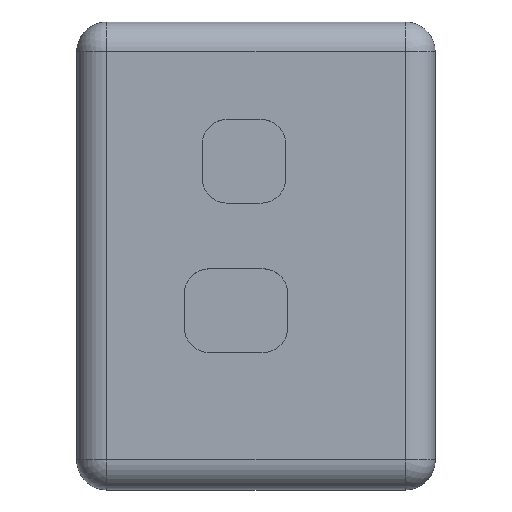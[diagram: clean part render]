
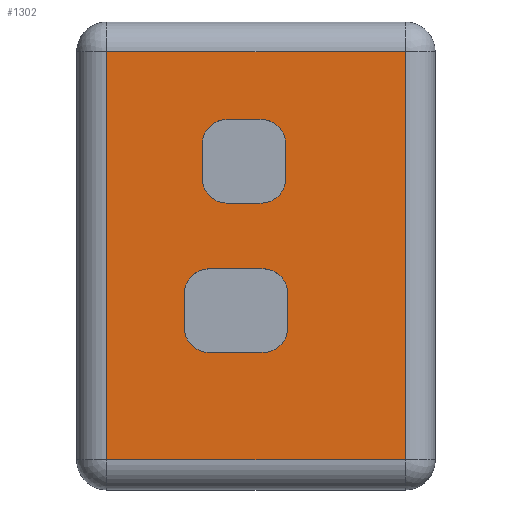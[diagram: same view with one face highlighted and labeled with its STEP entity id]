
A CAD part, top view. The second image highlights one B-rep face of the part: STEP entity #1302.
In plain terms, the highlighted planar face has unit normal (0, 0, 1).
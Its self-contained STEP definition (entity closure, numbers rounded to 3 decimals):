
#32=FACE_BOUND('',#201,.T.);
#33=FACE_BOUND('',#202,.T.);
#60=PLANE('',#1424);
#121=FACE_OUTER_BOUND('',#200,.T.);
#200=EDGE_LOOP('',(#1024,#1025,#1026,#1027));
#201=EDGE_LOOP('',(#1028,#1029,#1030,#1031,#1032,#1033,#1034,#1035));
#202=EDGE_LOOP('',(#1036,#1037,#1038,#1039,#1040,#1041,#1042,#1043));
#293=LINE('',#2029,#421);
#295=LINE('',#2037,#423);
#297=LINE('',#2047,#425);
#299=LINE('',#2056,#427);
#312=LINE('',#2113,#440);
#313=LINE('',#2117,#441);
#314=LINE('',#2121,#442);
#315=LINE('',#2125,#443);
#316=LINE('',#2129,#444);
#317=LINE('',#2133,#445);
#318=LINE('',#2137,#446);
#319=LINE('',#2141,#447);
#421=VECTOR('',#1634,10.);
#423=VECTOR('',#1642,10.);
#425=VECTOR('',#1654,10.);
#427=VECTOR('',#1666,10.);
#440=VECTOR('',#1703,10.);
#441=VECTOR('',#1706,10.);
#442=VECTOR('',#1709,10.);
#443=VECTOR('',#1712,10.);
#444=VECTOR('',#1715,10.);
#445=VECTOR('',#1718,10.);
#446=VECTOR('',#1721,10.);
#447=VECTOR('',#1724,10.);
#530=CIRCLE('',#1425,1.248);
#531=CIRCLE('',#1426,1.248);
#532=CIRCLE('',#1427,1.248);
#533=CIRCLE('',#1428,1.248);
#534=CIRCLE('',#1429,1.248);
#535=CIRCLE('',#1430,1.248);
#536=CIRCLE('',#1431,1.248);
#537=CIRCLE('',#1432,1.248);
#599=VERTEX_POINT('',#2026);
#600=VERTEX_POINT('',#2028);
#603=VERTEX_POINT('',#2036);
#606=VERTEX_POINT('',#2046);
#623=VERTEX_POINT('',#2111);
#624=VERTEX_POINT('',#2112);
#625=VERTEX_POINT('',#2114);
#626=VERTEX_POINT('',#2116);
#627=VERTEX_POINT('',#2118);
#628=VERTEX_POINT('',#2120);
#629=VERTEX_POINT('',#2122);
#630=VERTEX_POINT('',#2124);
#631=VERTEX_POINT('',#2127);
#632=VERTEX_POINT('',#2128);
#633=VERTEX_POINT('',#2130);
#634=VERTEX_POINT('',#2132);
#635=VERTEX_POINT('',#2134);
#636=VERTEX_POINT('',#2136);
#637=VERTEX_POINT('',#2138);
#638=VERTEX_POINT('',#2140);
#738=EDGE_CURVE('',#599,#600,#293,.T.);
#742=EDGE_CURVE('',#600,#603,#295,.T.);
#747=EDGE_CURVE('',#603,#606,#297,.T.);
#752=EDGE_CURVE('',#606,#599,#299,.T.);
#774=EDGE_CURVE('',#623,#624,#312,.T.);
#775=EDGE_CURVE('',#625,#624,#530,.T.);
#776=EDGE_CURVE('',#625,#626,#313,.T.);
#777=EDGE_CURVE('',#627,#626,#531,.T.);
#778=EDGE_CURVE('',#627,#628,#314,.T.);
#779=EDGE_CURVE('',#629,#628,#532,.T.);
#780=EDGE_CURVE('',#629,#630,#315,.T.);
#781=EDGE_CURVE('',#623,#630,#533,.T.);
#782=EDGE_CURVE('',#631,#632,#316,.T.);
#783=EDGE_CURVE('',#633,#632,#534,.T.);
#784=EDGE_CURVE('',#633,#634,#317,.T.);
#785=EDGE_CURVE('',#635,#634,#535,.T.);
#786=EDGE_CURVE('',#635,#636,#318,.T.);
#787=EDGE_CURVE('',#637,#636,#536,.T.);
#788=EDGE_CURVE('',#637,#638,#319,.T.);
#789=EDGE_CURVE('',#631,#638,#537,.T.);
#1024=ORIENTED_EDGE('',*,*,#738,.F.);
#1025=ORIENTED_EDGE('',*,*,#752,.F.);
#1026=ORIENTED_EDGE('',*,*,#747,.F.);
#1027=ORIENTED_EDGE('',*,*,#742,.F.);
#1028=ORIENTED_EDGE('',*,*,#774,.T.);
#1029=ORIENTED_EDGE('',*,*,#775,.F.);
#1030=ORIENTED_EDGE('',*,*,#776,.T.);
#1031=ORIENTED_EDGE('',*,*,#777,.F.);
#1032=ORIENTED_EDGE('',*,*,#778,.T.);
#1033=ORIENTED_EDGE('',*,*,#779,.F.);
#1034=ORIENTED_EDGE('',*,*,#780,.T.);
#1035=ORIENTED_EDGE('',*,*,#781,.F.);
#1036=ORIENTED_EDGE('',*,*,#782,.T.);
#1037=ORIENTED_EDGE('',*,*,#783,.F.);
#1038=ORIENTED_EDGE('',*,*,#784,.T.);
#1039=ORIENTED_EDGE('',*,*,#785,.F.);
#1040=ORIENTED_EDGE('',*,*,#786,.T.);
#1041=ORIENTED_EDGE('',*,*,#787,.F.);
#1042=ORIENTED_EDGE('',*,*,#788,.T.);
#1043=ORIENTED_EDGE('',*,*,#789,.F.);
#1302=ADVANCED_FACE('',(#121,#32,#33),#60,.T.);
#1424=AXIS2_PLACEMENT_3D('',#2110,#1701,#1702);
#1425=AXIS2_PLACEMENT_3D('',#2115,#1704,#1705);
#1426=AXIS2_PLACEMENT_3D('',#2119,#1707,#1708);
#1427=AXIS2_PLACEMENT_3D('',#2123,#1710,#1711);
#1428=AXIS2_PLACEMENT_3D('',#2126,#1713,#1714);
#1429=AXIS2_PLACEMENT_3D('',#2131,#1716,#1717);
#1430=AXIS2_PLACEMENT_3D('',#2135,#1719,#1720);
#1431=AXIS2_PLACEMENT_3D('',#2139,#1722,#1723);
#1432=AXIS2_PLACEMENT_3D('',#2142,#1725,#1726);
#1634=DIRECTION('',(0.,-1.,0.));
#1642=DIRECTION('',(-1.,0.,0.));
#1654=DIRECTION('',(0.,1.,0.));
#1666=DIRECTION('',(1.,0.,0.));
#1701=DIRECTION('center_axis',(0.,0.,1.));
#1702=DIRECTION('ref_axis',(1.,0.,0.));
#1703=DIRECTION('',(0.,1.,0.));
#1704=DIRECTION('center_axis',(0.,0.,1.));
#1705=DIRECTION('ref_axis',(-0.707,0.707,0.));
#1706=DIRECTION('',(1.,0.,0.));
#1707=DIRECTION('center_axis',(0.,0.,1.));
#1708=DIRECTION('ref_axis',(0.707,0.707,0.));
#1709=DIRECTION('',(0.,-1.,0.));
#1710=DIRECTION('center_axis',(0.,0.,1.));
#1711=DIRECTION('ref_axis',(0.707,-0.707,0.));
#1712=DIRECTION('',(-1.,0.,0.));
#1713=DIRECTION('center_axis',(0.,0.,1.));
#1714=DIRECTION('ref_axis',(-0.707,-0.707,0.));
#1715=DIRECTION('',(0.,1.,0.));
#1716=DIRECTION('center_axis',(0.,0.,1.));
#1717=DIRECTION('ref_axis',(-0.707,0.707,0.));
#1718=DIRECTION('',(1.,0.,0.));
#1719=DIRECTION('center_axis',(0.,0.,1.));
#1720=DIRECTION('ref_axis',(0.707,0.707,0.));
#1721=DIRECTION('',(0.,-1.,0.));
#1722=DIRECTION('center_axis',(0.,0.,1.));
#1723=DIRECTION('ref_axis',(0.707,-0.707,0.));
#1724=DIRECTION('',(-1.,0.,0.));
#1725=DIRECTION('center_axis',(0.,0.,1.));
#1726=DIRECTION('ref_axis',(-0.707,-0.707,0.));
#2026=CARTESIAN_POINT('',(7.5,10.25,2.5));
#2028=CARTESIAN_POINT('',(7.5,-10.25,2.5));
#2029=CARTESIAN_POINT('',(7.5,-5.125,2.5));
#2036=CARTESIAN_POINT('',(-7.5,-10.25,2.5));
#2037=CARTESIAN_POINT('',(-3.75,-10.25,2.5));
#2046=CARTESIAN_POINT('',(-7.5,10.25,2.5));
#2047=CARTESIAN_POINT('',(-7.5,5.125,2.5));
#2056=CARTESIAN_POINT('',(3.75,10.25,2.5));
#2110=CARTESIAN_POINT('Origin',(0.,0.,2.5));
#2111=CARTESIAN_POINT('',(-2.7,3.898,2.5));
#2112=CARTESIAN_POINT('',(-2.7,5.602,2.5));
#2113=CARTESIAN_POINT('',(-2.7,3.125,2.5));
#2114=CARTESIAN_POINT('',(-1.452,6.85,2.5));
#2115=CARTESIAN_POINT('Origin',(-1.452,5.602,2.5));
#2116=CARTESIAN_POINT('',(0.252,6.85,2.5));
#2117=CARTESIAN_POINT('',(0.45,6.85,2.5));
#2118=CARTESIAN_POINT('',(1.5,5.602,2.5));
#2119=CARTESIAN_POINT('Origin',(0.252,5.602,2.5));
#2120=CARTESIAN_POINT('',(1.5,3.898,2.5));
#2121=CARTESIAN_POINT('',(1.5,1.625,2.5));
#2122=CARTESIAN_POINT('',(0.252,2.65,2.5));
#2123=CARTESIAN_POINT('Origin',(0.252,3.898,2.5));
#2124=CARTESIAN_POINT('',(-1.452,2.65,2.5));
#2125=CARTESIAN_POINT('',(-1.05,2.65,2.5));
#2126=CARTESIAN_POINT('Origin',(-1.452,3.898,2.5));
#2127=CARTESIAN_POINT('',(-3.6,-3.602,2.5));
#2128=CARTESIAN_POINT('',(-3.6,-1.898,2.5));
#2129=CARTESIAN_POINT('',(-3.6,-0.625,2.5));
#2130=CARTESIAN_POINT('',(-2.352,-0.65,2.5));
#2131=CARTESIAN_POINT('Origin',(-2.352,-1.898,2.5));
#2132=CARTESIAN_POINT('',(0.352,-0.65,2.5));
#2133=CARTESIAN_POINT('',(0.5,-0.65,2.5));
#2134=CARTESIAN_POINT('',(1.6,-1.898,2.5));
#2135=CARTESIAN_POINT('Origin',(0.352,-1.898,2.5));
#2136=CARTESIAN_POINT('',(1.6,-3.602,2.5));
#2137=CARTESIAN_POINT('',(1.6,-2.125,2.5));
#2138=CARTESIAN_POINT('',(0.352,-4.85,2.5));
#2139=CARTESIAN_POINT('Origin',(0.352,-3.602,2.5));
#2140=CARTESIAN_POINT('',(-2.352,-4.85,2.5));
#2141=CARTESIAN_POINT('',(-1.5,-4.85,2.5));
#2142=CARTESIAN_POINT('Origin',(-2.352,-3.602,2.5));
